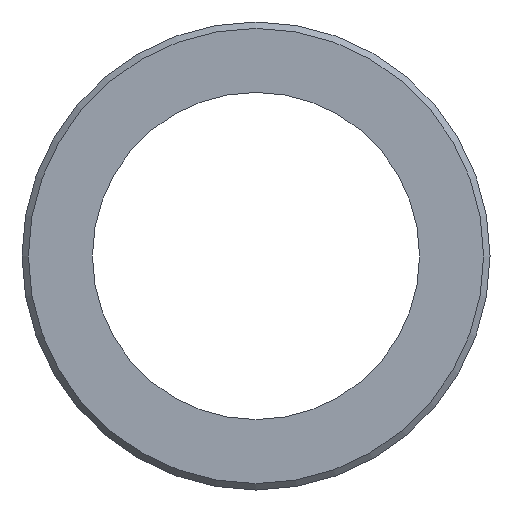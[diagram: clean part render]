
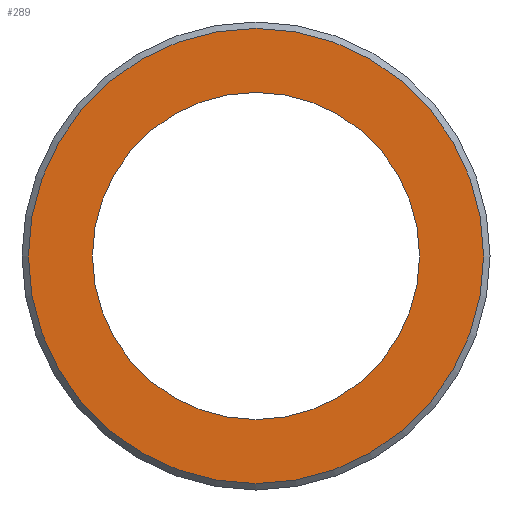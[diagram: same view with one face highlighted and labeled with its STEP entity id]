
A CAD part, left-side view. The second image highlights one B-rep face of the part: STEP entity #289.
In plain terms, the highlighted planar face has unit normal (-1, 0, 0).
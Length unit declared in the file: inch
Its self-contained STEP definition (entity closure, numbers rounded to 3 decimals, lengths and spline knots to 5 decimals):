
#255=CARTESIAN_POINT('',(0.0,0.535,0.));
#256=VERTEX_POINT('',#255);
#257=CARTESIAN_POINT('',(0.0,0.0,0.0));
#258=DIRECTION('',(1.0,0.0,0.0));
#259=DIRECTION('',(0.0,-1.0,0.0));
#260=AXIS2_PLACEMENT_3D('',#257,#258,#259);
#261=CIRCLE('',#260,0.535);
#262=EDGE_CURVE('',#256,#256,#261,.T.);
#270=CARTESIAN_POINT('',(0.0,0.46725,0.0));
#271=DIRECTION('',(-1.0,0.0,0.0));
#272=DIRECTION('',(0.0,0.0,1.0));
#273=AXIS2_PLACEMENT_3D('',#270,#271,#272);
#274=PLANE('',#273);
#275=ORIENTED_EDGE('',*,*,#262,.F.);
#276=EDGE_LOOP('',(#275));
#277=FACE_OUTER_BOUND('',#276,.T.);
#278=CARTESIAN_POINT('',(0.0,0.3845,0.0));
#279=VERTEX_POINT('',#278);
#280=CARTESIAN_POINT('',(0.0,0.0,0.0));
#281=DIRECTION('',(1.0,0.0,0.0));
#282=DIRECTION('',(0.0,1.0,0.0));
#283=AXIS2_PLACEMENT_3D('',#280,#281,#282);
#284=CIRCLE('',#283,0.3845);
#285=EDGE_CURVE('',#279,#279,#284,.T.);
#286=ORIENTED_EDGE('',*,*,#285,.T.);
#287=EDGE_LOOP('',(#286));
#288=FACE_BOUND('',#287,.T.);
#289=ADVANCED_FACE('',(#277,#288),#274,.T.);
